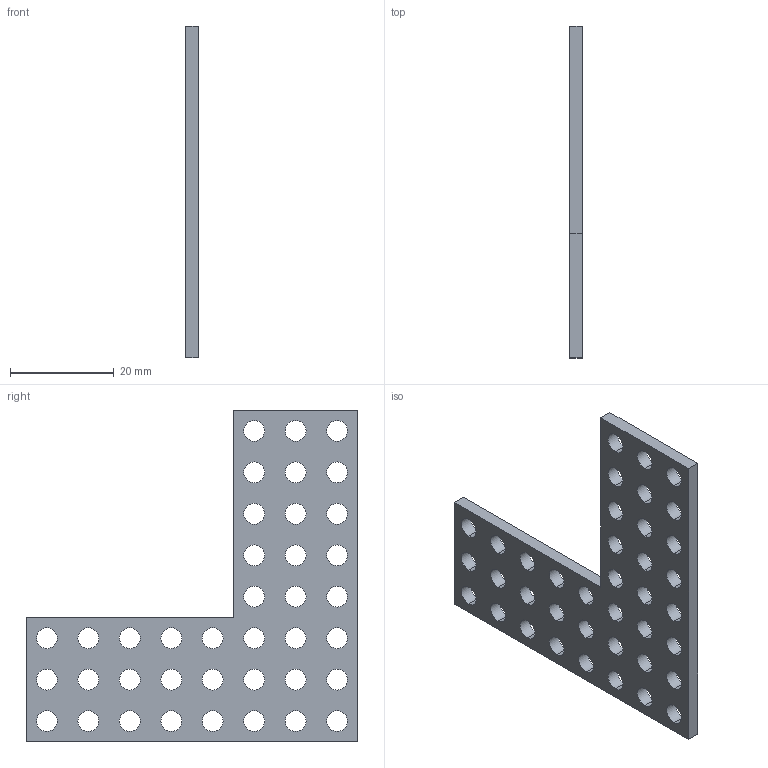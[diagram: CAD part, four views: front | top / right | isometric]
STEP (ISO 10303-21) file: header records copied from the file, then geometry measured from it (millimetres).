
FILE_DESCRIPTION (( 'STEP AP203' ), '1' );
FILE_NAME ('1126-0002-0002.STEP', '2018-03-26T15:16:48', ( '' ), ( '' ), 'SwSTEP 2.0', 'SolidWorks 2016', '' );
FILE_SCHEMA (( 'CONFIG_CONTROL_DESIGN' ));
Length unit declared in the file: millimetre
Products named in the file (1): 1126-0002-0002
Bounding box: 2.5 x 64 x 64 mm (x, y, z)
Volume: 5014.8 mm3; surface area: 5877 mm2
Topology: 1 solids, 1 shells, 86 faces, 252 edges, 168 vertices
Faces by surface type: cylinder 78, plane 8
Entity records: 3185 total; most frequent: DIRECTION 582, CARTESIAN_POINT 507, ORIENTED_EDGE 504, EDGE_CURVE 252, AXIS2_PLACEMENT_3D 243, VERTEX_POINT 168, EDGE_LOOP 164, CIRCLE 156
